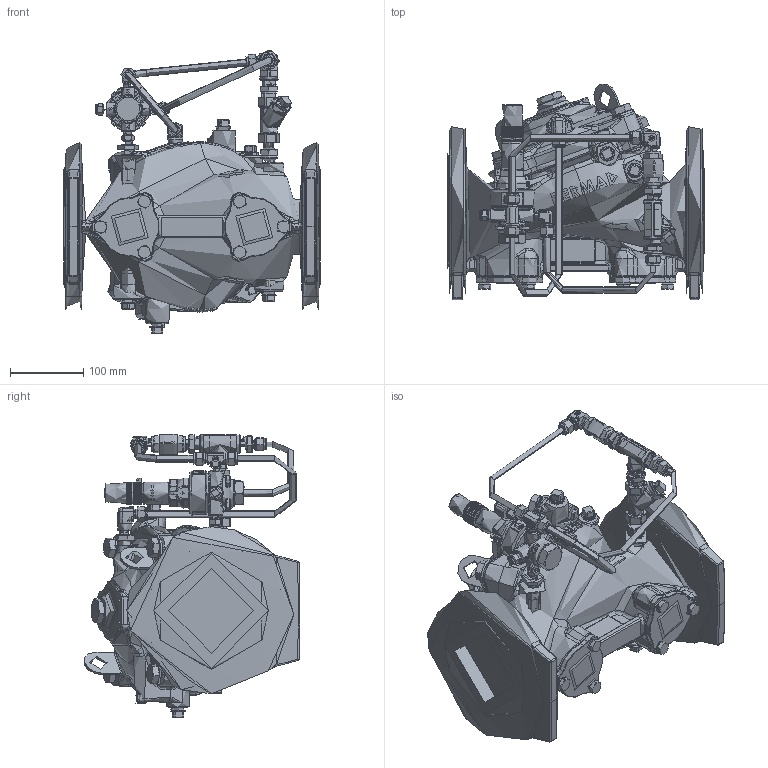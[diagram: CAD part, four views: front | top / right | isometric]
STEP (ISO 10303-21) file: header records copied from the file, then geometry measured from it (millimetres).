
FILE_DESCRIPTION (( 'STEP AP214' ), '1' );
FILE_NAME ('PC6-4-FP-43T-H-C-16-ER-NN.STEP', '2019-05-07T14:32:12', ( '' ), ( '' ), 'SwSTEP 2.0', 'SolidWorks 2018', '' );
FILE_SCHEMA (( 'AUTOMOTIVE_DESIGN' ));
Length unit declared in the file: millimetre
Products named in the file (109): 9950000124-NICKEL; 02101E1125-DIN 933 A4 CLASS 80 - M10 x 25-C1; 060200S121; S.S 316 Label Blue-FP-400Y; DIN 125 A A4 - 161_Washer ISO 7089 - 161; DIN 931 A4 CLASS 80 - M16 x 55 x 38-C1; DIN 913 A2 CLASS 70 - M12 x 16-C1; 063804B072; 500481PB00; DIN 125 A A4 - 101; 24400P0714_U-Z; 3602SS0000; 9904000013; 3602SS0000_3602SS0000; FP-4-400Y-Basic-STD-Cover-Flange-Filled; 02167E1016_02167E1016; Basic Sizable-PORT; 063804B069; 063804B072_063804B072; FP-4-400Y-Basic-STD-Body-Flange-Filled; 060404S122-hat_060404S122; 073808S000-FP-4-43T-H-A5-STD-01; 060200S101-hat; FP-04-400Y-Basic-STD-V-Filled_V-RF; 060204S123-hat; 060404S122-hat; 02167E1016; 063802B068_063802B068; 9901000065-NICKEL_9901000065-NICKEL; 060400C121; Tube-375X035^073808S000-FP-4-43T-H-A5-STD-01; Tube-375X035^073808S000-FP-4-43T-H-A5-STD-01_Tube .375in OD X .035in Wall; 063838B069; DIN 125 A A4 - 101_Washer ISO 7089 - 101; 9901000065-NICKEL; 24300S0529; 060204S110; 060204S110_060204S110; 060238S123-hat; 060200S121_060200S121 ...
Assembly tree (92 placements, depth 4):
  02101E1125-DIN 933 A4 CLASS 80 - M10 x 25-C1
  02101E1125-DIN 933 A4 CLASS 80 - M10 x 25-C1
  S.S 316 Label Blue-FP-400Y
  DIN 931 A4 CLASS 80 - M16 x 55 x 38-C1
  DIN 913 A2 CLASS 70 - M12 x 16-C1
Bounding box: 350 x 294.46 x 387.19 mm (x, y, z)
Volume: 9653317 mm3; surface area: 1069201.7 mm2
Topology: 114 solids, 114 shells, 5595 faces, 13884 edges, 8744 vertices
Faces by surface type: plane 2438, bspline 1289, cylinder 1045, cone 593, torus 188, sphere 42
Full cylindrical faces by diameter (mm): 0.8 x1, 1 x4, 1.5 x1, 2 x1, 3 x1, 3.797 x3, 5 x7, 5.105 x4, 6.4 x2, 6.528 x2, 7 x1, 7.1 x2, 7.11 x7, 7.74 x5, 7.747 x3, 7.938 x32, 8 x6, 8.3 x2, 8.5 x7, 8.636 x3, 9.35 x1, 9.5 x1, 9.52 x11, 9.525 x3, 10 x7, 10.2 x1, 10.5 x6, 10.8 x1, 11 x6, 11.125 x4
Entity records: 349193 total; most frequent: CARTESIAN_POINT 215909, ORIENTED_EDGE 22988, DIRECTION 17681, EDGE_CURVE 11494, VERTEX_POINT 7526, AXIS2_PLACEMENT_3D 6330, EDGE_LOOP 5806, FACE_OUTER_BOUND 5201
